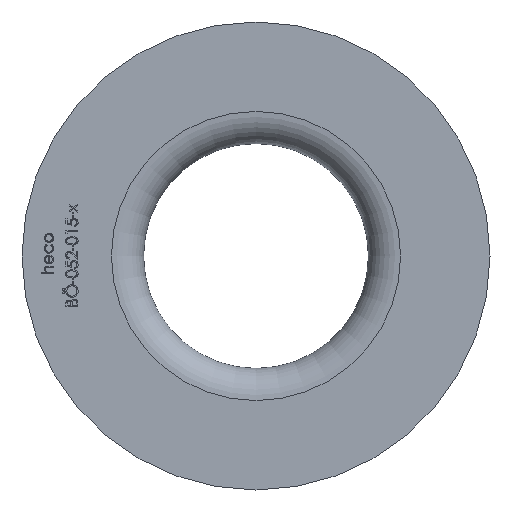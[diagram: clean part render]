
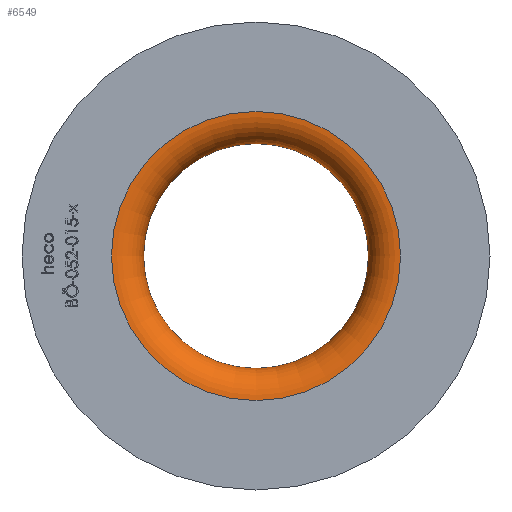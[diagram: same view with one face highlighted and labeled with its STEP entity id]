
A CAD part, left-side view. The second image highlights one B-rep face of the part: STEP entity #6549.
In plain terms, the highlighted toroidal (fillet/blend) face has major radius 31.5 mm and minor radius 7 mm.
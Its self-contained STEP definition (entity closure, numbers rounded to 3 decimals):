
#65 = EDGE_CURVE ( 'NONE', #7943, #7943, #4321, .T. ) ;
#439 = CARTESIAN_POINT ( 'NONE',  ( 0., 0., 0. ) ) ;
#552 = EDGE_LOOP ( 'NONE', ( #8327 ) ) ;
#640 = CIRCLE ( 'NONE', #1351, 31.5 ) ;
#1232 = CARTESIAN_POINT ( 'NONE',  ( 7., 0., 24.5 ) ) ;
#1279 = AXIS2_PLACEMENT_3D ( 'NONE', #13632, #5638, #12410 ) ;
#1351 = AXIS2_PLACEMENT_3D ( 'NONE', #439, #9520, #14096 ) ;
#2020 = EDGE_LOOP ( 'NONE', ( #3941 ) ) ;
#3188 = TOROIDAL_SURFACE ( 'NONE', #1279, 31.5, 7. ) ;
#3941 = ORIENTED_EDGE ( 'NONE', *, *, #65, .F. ) ;
#4321 = CIRCLE ( 'NONE', #14581, 24.5 ) ;
#4736 = CARTESIAN_POINT ( 'NONE',  ( 0., 0., 31.5 ) ) ;
#5638 = DIRECTION ( 'NONE',  ( -1., 0., 0. ) ) ;
#6549 = ADVANCED_FACE ( 'NONE', ( #8967, #14678 ), #3188, .T. ) ;
#7943 = VERTEX_POINT ( 'NONE', #1232 ) ;
#8327 = ORIENTED_EDGE ( 'NONE', *, *, #12725, .T. ) ;
#8717 = DIRECTION ( 'NONE',  ( 0., 0., 1. ) ) ;
#8967 = FACE_OUTER_BOUND ( 'NONE', #2020, .T. ) ;
#9520 = DIRECTION ( 'NONE',  ( -1., 0., 0. ) ) ;
#11378 = VERTEX_POINT ( 'NONE', #4736 ) ;
#12342 = DIRECTION ( 'NONE',  ( -1., 0., 0. ) ) ;
#12410 = DIRECTION ( 'NONE',  ( 0., 0., 1. ) ) ;
#12725 = EDGE_CURVE ( 'NONE', #11378, #11378, #640, .T. ) ;
#13632 = CARTESIAN_POINT ( 'NONE',  ( 7., 0., 0. ) ) ;
#14096 = DIRECTION ( 'NONE',  ( 0., 0., 1. ) ) ;
#14105 = CARTESIAN_POINT ( 'NONE',  ( 7., 0., 0. ) ) ;
#14581 = AXIS2_PLACEMENT_3D ( 'NONE', #14105, #12342, #8717 ) ;
#14678 = FACE_OUTER_BOUND ( 'NONE', #552, .T. ) ;
